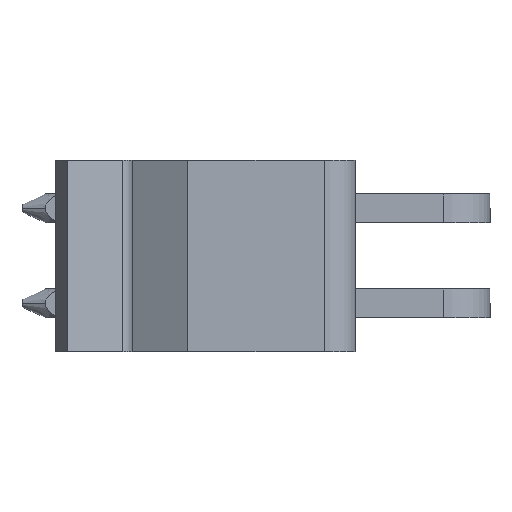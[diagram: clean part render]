
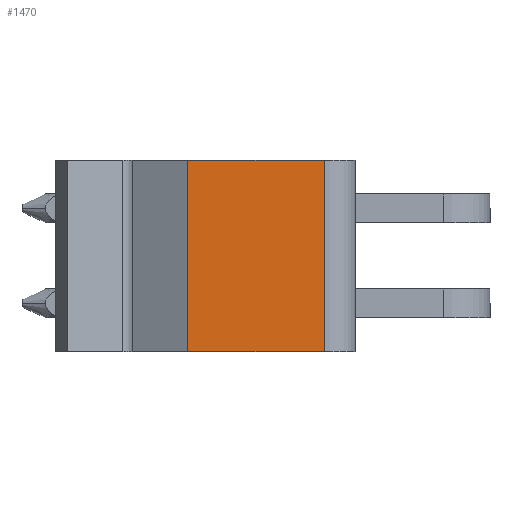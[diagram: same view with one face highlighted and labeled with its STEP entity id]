
A CAD part, left-side view. The second image highlights one B-rep face of the part: STEP entity #1470.
In plain terms, the highlighted planar face has unit normal (-1, 0, 0).
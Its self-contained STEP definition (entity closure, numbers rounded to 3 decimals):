
#36 = VECTOR ( 'NONE', #365, 1000. ) ;
#96 = VECTOR ( 'NONE', #1523, 1000. ) ;
#98 = EDGE_CURVE ( 'NONE', #1857, #1671, #123, .T. ) ;
#117 = CARTESIAN_POINT ( 'NONE',  ( 0., 7., -4. ) ) ;
#123 = LINE ( 'NONE', #548, #1425 ) ;
#299 = DIRECTION ( 'NONE',  ( 0., 1., 0. ) ) ;
#339 = VERTEX_POINT ( 'NONE', #1923 ) ;
#365 = DIRECTION ( 'NONE',  ( 0., -1., 0. ) ) ;
#382 = EDGE_LOOP ( 'NONE', ( #1547, #1925, #606, #1831 ) ) ;
#480 = PLANE ( 'NONE',  #1797 ) ;
#524 = LINE ( 'NONE', #1594, #96 ) ;
#547 = EDGE_CURVE ( 'NONE', #339, #897, #524, .T. ) ;
#548 = CARTESIAN_POINT ( 'NONE',  ( 0., 1.3, 4. ) ) ;
#606 = ORIENTED_EDGE ( 'NONE', *, *, #757, .F. ) ;
#757 = EDGE_CURVE ( 'NONE', #339, #1671, #1109, .T. ) ;
#777 = CARTESIAN_POINT ( 'NONE',  ( 0., 1.3, -4. ) ) ;
#799 = CARTESIAN_POINT ( 'NONE',  ( 0., 7., -4. ) ) ;
#897 = VERTEX_POINT ( 'NONE', #799 ) ;
#908 = LINE ( 'NONE', #117, #1311 ) ;
#959 = FACE_OUTER_BOUND ( 'NONE', #382, .T. ) ;
#1109 = LINE ( 'NONE', #1491, #36 ) ;
#1311 = VECTOR ( 'NONE', #1604, 1000. ) ;
#1350 = DIRECTION ( 'NONE',  ( 1., 0., 0. ) ) ;
#1369 = CARTESIAN_POINT ( 'NONE',  ( 0., 7., 4. ) ) ;
#1425 = VECTOR ( 'NONE', #1580, 1000. ) ;
#1470 = ADVANCED_FACE ( 'NONE', ( #959 ), #480, .F. ) ;
#1491 = CARTESIAN_POINT ( 'NONE',  ( 0., 7., 4. ) ) ;
#1523 = DIRECTION ( 'NONE',  ( 0., 0., -1. ) ) ;
#1547 = ORIENTED_EDGE ( 'NONE', *, *, #1884, .T. ) ;
#1580 = DIRECTION ( 'NONE',  ( 0., 0., 1. ) ) ;
#1594 = CARTESIAN_POINT ( 'NONE',  ( 0., 7., 4. ) ) ;
#1604 = DIRECTION ( 'NONE',  ( 0., -1., 0. ) ) ;
#1671 = VERTEX_POINT ( 'NONE', #1739 ) ;
#1739 = CARTESIAN_POINT ( 'NONE',  ( 0., 1.3, 4. ) ) ;
#1797 = AXIS2_PLACEMENT_3D ( 'NONE', #1369, #1350, #299 ) ;
#1831 = ORIENTED_EDGE ( 'NONE', *, *, #547, .T. ) ;
#1857 = VERTEX_POINT ( 'NONE', #777 ) ;
#1884 = EDGE_CURVE ( 'NONE', #897, #1857, #908, .T. ) ;
#1923 = CARTESIAN_POINT ( 'NONE',  ( 0., 7., 4. ) ) ;
#1925 = ORIENTED_EDGE ( 'NONE', *, *, #98, .T. ) ;
